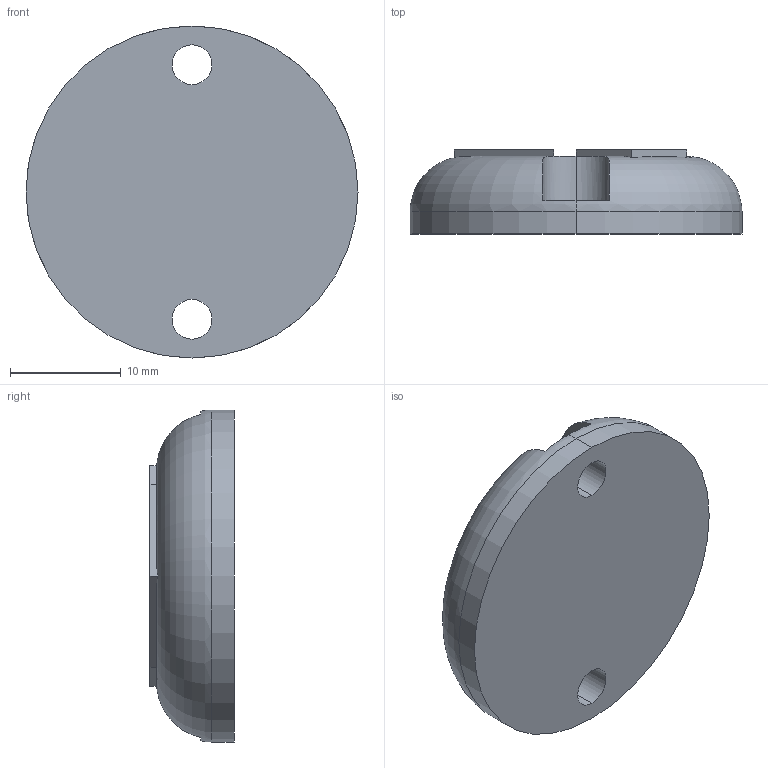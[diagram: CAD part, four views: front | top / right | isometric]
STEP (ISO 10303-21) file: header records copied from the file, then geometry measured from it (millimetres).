
FILE_DESCRIPTION (( 'STEP AP203' ), '1' );
FILE_NAME ('knob-top.STEP', '2025-09-19T09:18:47', ( '' ), ( '' ), 'SwSTEP 2.0', 'SolidWorks 2017', '' );
FILE_SCHEMA (( 'CONFIG_CONTROL_DESIGN' ));
Length unit declared in the file: millimetre
Products named in the file (1): knob-top
Bounding box: 30 x 7.6 x 30 mm (x, y, z)
Volume: 4284 mm3; surface area: 2043.2 mm2
Topology: 1 solids, 1 shells, 45 faces, 121 edges, 80 vertices
Faces by surface type: plane 34, cylinder 9, torus 2
Entity records: 1577 total; most frequent: CARTESIAN_POINT 363, ORIENTED_EDGE 242, DIRECTION 226, EDGE_CURVE 121, VERTEX_POINT 80, VECTOR 76, LINE 76, AXIS2_PLACEMENT_3D 75
